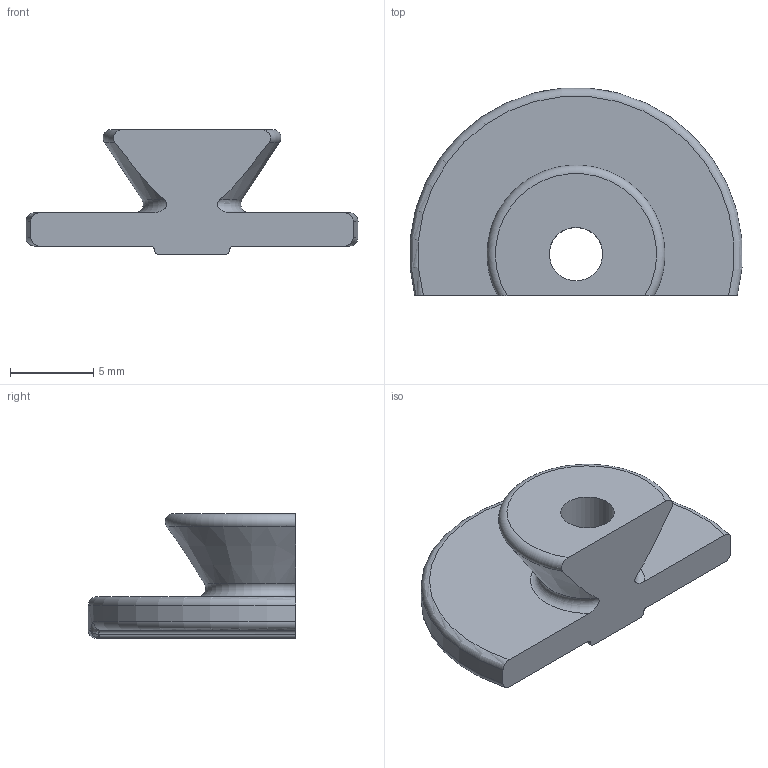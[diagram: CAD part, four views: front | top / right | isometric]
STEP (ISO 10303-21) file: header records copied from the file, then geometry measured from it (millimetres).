
FILE_DESCRIPTION(/* description */ ('STEP AP242','CAx-IF Rec.Pracs.---Representation and Presentation of Product Manufacturing Information (PMI)---4.0---2014-10-13','CAx-IF Rec.Pracs.---3D Tessellated Geometry---0.4---2014-09-14','2;1'),/* implementation_level */ '2;1');
FILE_NAME(/* name */ 'Wall Hanger and Strap Connector - Strap Mount',/* time_stamp */ '2025-01-06T21:16:18Z',/* author */ (''),/* organization */ (''),/* preprocessor_version */ 'ST-DEVELOPER v20',/* originating_system */ 'ONSHAPE BY PTC INC, 1.191',/* authorisation */ ' ');
FILE_SCHEMA (('AP242_MANAGED_MODEL_BASED_3D_ENGINEERING_MIM_LF { 1 0 10303 442 1 1 4 }'));
Length unit declared in the file: metre
Products named in the file (1): Strap Mount
Bounding box: 19.94 x 12.48 x 7.5 mm (x, y, z)
Volume: 612.4 mm3; surface area: 753.4 mm2
Topology: 1 solids, 1 shells, 25 faces, 63 edges, 38 vertices
Faces by surface type: plane 6, cylinder 6, torus 6, bspline 6, cone 1
Full cylindrical faces by diameter (mm): 3.2 x1
Entity records: 842 total; most frequent: CARTESIAN_POINT 278, ORIENTED_EDGE 120, DIRECTION 102, EDGE_CURVE 60, AXIS2_PLACEMENT_3D 44, VERTEX_POINT 38, EDGE_LOOP 28, FACE_BOUND 28
